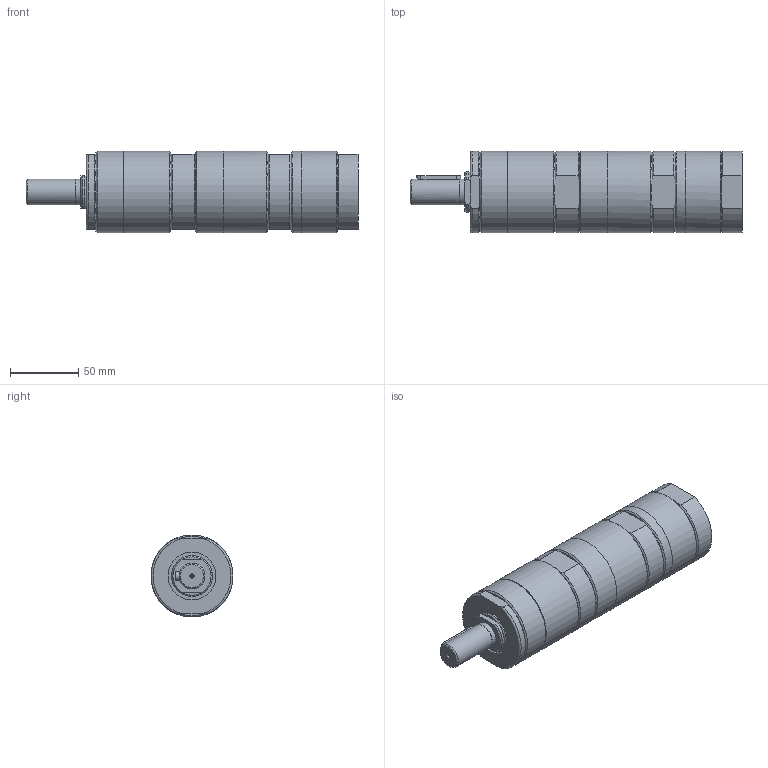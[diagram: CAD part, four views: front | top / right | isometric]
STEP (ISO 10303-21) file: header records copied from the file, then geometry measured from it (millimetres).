
FILE_DESCRIPTION((''),'2;1');
FILE_NAME('MRD 120-1600_60002285.stp','2010-09-08T12:35:47',('rmorof'),(''),'Autodesk Inventor 2008','Autodesk Inventor 2008','');
FILE_SCHEMA(('CONFIG_CONTROL_DESIGN'));
Length unit declared in the file: millimetre
Products named in the file (1): MRD 120-1600_60002285
Bounding box: 243 x 60 x 60 mm (x, y, z)
Volume: 560121.4 mm3; surface area: 51036.7 mm2
Topology: 1 solids, 5 shells, 121 faces, 276 edges, 174 vertices
Faces by surface type: plane 46, cylinder 36, cone 26, bspline 8, torus 3, sphere 2
Full cylindrical faces by diameter (mm): 1.55 x2, 3.6 x1, 4 x1, 5 x1, 5.5 x1, 18.8 x1, 19 x1, 29.95 x1, 35 x1, 58.692 x1, 60 x6
Entity records: 3539 total; most frequent: CARTESIAN_POINT 972, DIRECTION 516, ORIENTED_EDGE 434, AXIS2_PLACEMENT_3D 229, EDGE_CURVE 217, EDGE_LOOP 168, VERTEX_POINT 151, FACE_OUTER_BOUND 121
